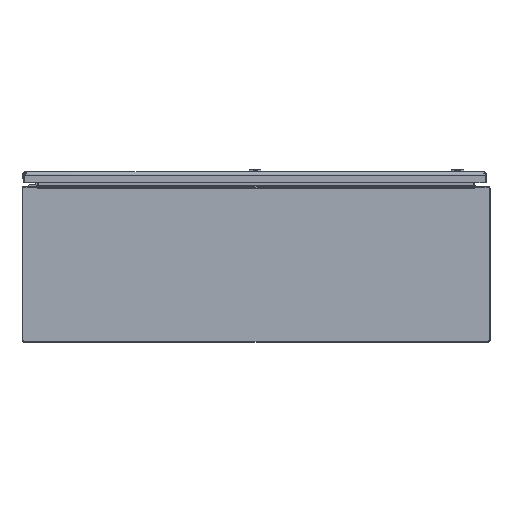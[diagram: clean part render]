
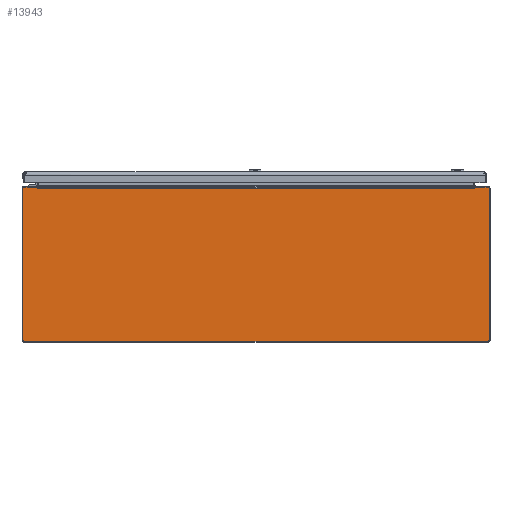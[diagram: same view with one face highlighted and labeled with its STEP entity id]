
A CAD part, front view. The second image highlights one B-rep face of the part: STEP entity #13943.
In plain terms, the highlighted planar face has unit normal (0, -1, 0).
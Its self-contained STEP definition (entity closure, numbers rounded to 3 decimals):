
#893 = DIRECTION ( 'NONE',  ( 0., 0., -1. ) ) ;
#3739 = CARTESIAN_POINT ( 'NONE',  ( -17.857, -24., -5.937 ) ) ;
#5754 = VERTEX_POINT ( 'NONE', #103188 ) ;
#8848 = EDGE_CURVE ( 'NONE', #134916, #85463, #14374, .T. ) ;
#10355 = EDGE_CURVE ( 'NONE', #47654, #134916, #120922, .T. ) ;
#10648 = PLANE ( 'NONE',  #189832 ) ;
#11332 = VERTEX_POINT ( 'NONE', #22828 ) ;
#13118 = AXIS2_PLACEMENT_3D ( 'NONE', #99815, #131529, #174500 ) ;
#13943 = ADVANCED_FACE ( 'NONE', ( #122176 ), #10648, .T. ) ;
#14334 = EDGE_CURVE ( 'NONE', #79116, #171067, #132293, .T. ) ;
#14374 = LINE ( 'NONE', #185289, #148830 ) ;
#16112 = EDGE_CURVE ( 'NONE', #5754, #80000, #202121, .T. ) ;
#19765 = VERTEX_POINT ( 'NONE', #27637 ) ;
#22460 = VERTEX_POINT ( 'NONE', #143078 ) ;
#22485 = CIRCLE ( 'NONE', #182584, 0.08 ) ;
#22828 = CARTESIAN_POINT ( 'NONE',  ( -16.814, -24., 5.855 ) ) ;
#24893 = CARTESIAN_POINT ( 'NONE',  ( -17.937, -24., 0. ) ) ;
#26008 = DIRECTION ( 'NONE',  ( 0., 0., -1. ) ) ;
#27637 = CARTESIAN_POINT ( 'NONE',  ( 17.937, -24., 5.857 ) ) ;
#28526 = LINE ( 'NONE', #58241, #129919 ) ;
#29806 = EDGE_CURVE ( 'NONE', #22460, #79116, #171644, .T. ) ;
#32146 = CARTESIAN_POINT ( 'NONE',  ( 16.828, -24., 5.937 ) ) ;
#32754 = DIRECTION ( 'NONE',  ( -0.174, 0., -0.985 ) ) ;
#33996 = CARTESIAN_POINT ( 'NONE',  ( -16.798, -24., 5.855 ) ) ;
#34529 = VECTOR ( 'NONE', #201742, 39.37 ) ;
#35634 = AXIS2_PLACEMENT_3D ( 'NONE', #187149, #111417, #893 ) ;
#37674 = AXIS2_PLACEMENT_3D ( 'NONE', #105383, #73648, #72639 ) ;
#38028 = DIRECTION ( 'NONE',  ( 0., 0., 1. ) ) ;
#41229 = ORIENTED_EDGE ( 'NONE', *, *, #10355, .T. ) ;
#42465 = LINE ( 'NONE', #198043, #58425 ) ;
#43678 = CARTESIAN_POINT ( 'NONE',  ( -16.814, -24., 5.855 ) ) ;
#47654 = VERTEX_POINT ( 'NONE', #91850 ) ;
#53019 = VECTOR ( 'NONE', #92631, 39.37 ) ;
#58241 = CARTESIAN_POINT ( 'NONE',  ( 16.806, -24., 5.855 ) ) ;
#58425 = VECTOR ( 'NONE', #122278, 39.37 ) ;
#59065 = CARTESIAN_POINT ( 'NONE',  ( 0., -24., 5.855 ) ) ;
#59291 = CARTESIAN_POINT ( 'NONE',  ( -17.937, -24., 5.857 ) ) ;
#59411 = EDGE_CURVE ( 'NONE', #137820, #22460, #185218, .T. ) ;
#62841 = DIRECTION ( 'NONE',  ( 0., 0., -1. ) ) ;
#72639 = DIRECTION ( 'NONE',  ( 0., 0., -1. ) ) ;
#73058 = CARTESIAN_POINT ( 'NONE',  ( 0., -24., 0. ) ) ;
#73218 = ORIENTED_EDGE ( 'NONE', *, *, #135634, .T. ) ;
#73399 = CARTESIAN_POINT ( 'NONE',  ( 16.814, -24., 5.855 ) ) ;
#73621 = CARTESIAN_POINT ( 'NONE',  ( 17.937, -24., -5.857 ) ) ;
#73648 = DIRECTION ( 'NONE',  ( 0., -1., 0. ) ) ;
#74550 = EDGE_CURVE ( 'NONE', #85463, #192003, #28526, .T. ) ;
#79116 = VERTEX_POINT ( 'NONE', #3739 ) ;
#80000 = VERTEX_POINT ( 'NONE', #197324 ) ;
#84904 = ORIENTED_EDGE ( 'NONE', *, *, #74550, .T. ) ;
#85463 = VERTEX_POINT ( 'NONE', #73399 ) ;
#87345 = DIRECTION ( 'NONE',  ( 0., 0., -1. ) ) ;
#91054 = VERTEX_POINT ( 'NONE', #33996 ) ;
#91850 = CARTESIAN_POINT ( 'NONE',  ( 17.857, -24., 5.937 ) ) ;
#92056 = ORIENTED_EDGE ( 'NONE', *, *, #59411, .T. ) ;
#92631 = DIRECTION ( 'NONE',  ( -1., 0., 0. ) ) ;
#93614 = DIRECTION ( 'NONE',  ( 0., -1., 0. ) ) ;
#94146 = VECTOR ( 'NONE', #87345, 39.37 ) ;
#97456 = CARTESIAN_POINT ( 'NONE',  ( 17.857, -24., -5.937 ) ) ;
#99815 = CARTESIAN_POINT ( 'NONE',  ( 17.857, -24., -5.857 ) ) ;
#101781 = CARTESIAN_POINT ( 'NONE',  ( 16.798, -24., 5.855 ) ) ;
#102072 = VECTOR ( 'NONE', #183884, 39.37 ) ;
#103188 = CARTESIAN_POINT ( 'NONE',  ( -16.828, -24., 5.937 ) ) ;
#105383 = CARTESIAN_POINT ( 'NONE',  ( -17.857, -24., -5.857 ) ) ;
#106085 = ORIENTED_EDGE ( 'NONE', *, *, #134739, .T. ) ;
#110690 = VERTEX_POINT ( 'NONE', #73621 ) ;
#111417 = DIRECTION ( 'NONE',  ( 0., -1., 0. ) ) ;
#114086 = CIRCLE ( 'NONE', #35634, 0.08 ) ;
#115822 = CARTESIAN_POINT ( 'NONE',  ( 17.937, -24., 0. ) ) ;
#117064 = ORIENTED_EDGE ( 'NONE', *, *, #185530, .T. ) ;
#118177 = DIRECTION ( 'NONE',  ( 0., -1., 0. ) ) ;
#118456 = VECTOR ( 'NONE', #38028, 39.37 ) ;
#119497 = LINE ( 'NONE', #59065, #102072 ) ;
#120383 = EDGE_CURVE ( 'NONE', #192003, #91054, #119497, .T. ) ;
#120922 = LINE ( 'NONE', #154661, #34529 ) ;
#121204 = VECTOR ( 'NONE', #192664, 39.37 ) ;
#122176 = FACE_OUTER_BOUND ( 'NONE', #157978, .T. ) ;
#122278 = DIRECTION ( 'NONE',  ( -1., 0., 0. ) ) ;
#123544 = LINE ( 'NONE', #43678, #181047 ) ;
#125307 = CARTESIAN_POINT ( 'NONE',  ( -17.857, -24., 5.857 ) ) ;
#126647 = ORIENTED_EDGE ( 'NONE', *, *, #8848, .T. ) ;
#129919 = VECTOR ( 'NONE', #136044, 39.37 ) ;
#131529 = DIRECTION ( 'NONE',  ( 0., -1., 0. ) ) ;
#131889 = ORIENTED_EDGE ( 'NONE', *, *, #120383, .T. ) ;
#132293 = LINE ( 'NONE', #160940, #121204 ) ;
#134331 = ORIENTED_EDGE ( 'NONE', *, *, #174992, .T. ) ;
#134739 = EDGE_CURVE ( 'NONE', #91054, #11332, #42465, .T. ) ;
#134916 = VERTEX_POINT ( 'NONE', #32146 ) ;
#135634 = EDGE_CURVE ( 'NONE', #19765, #47654, #114086, .T. ) ;
#136044 = DIRECTION ( 'NONE',  ( -1., 0., 0. ) ) ;
#137229 = EDGE_CURVE ( 'NONE', #171067, #110690, #153667, .T. ) ;
#137820 = VERTEX_POINT ( 'NONE', #59291 ) ;
#143078 = CARTESIAN_POINT ( 'NONE',  ( -17.937, -24., -5.857 ) ) ;
#146321 = EDGE_CURVE ( 'NONE', #11332, #5754, #123544, .T. ) ;
#146534 = LINE ( 'NONE', #115822, #118456 ) ;
#148830 = VECTOR ( 'NONE', #32754, 39.37 ) ;
#150695 = ORIENTED_EDGE ( 'NONE', *, *, #16112, .T. ) ;
#153667 = CIRCLE ( 'NONE', #13118, 0.08 ) ;
#154661 = CARTESIAN_POINT ( 'NONE',  ( 0., -24., 5.937 ) ) ;
#156222 = DIRECTION ( 'NONE',  ( -0.174, 0., 0.985 ) ) ;
#157978 = EDGE_LOOP ( 'NONE', ( #150695, #134331, #92056, #177305, #179389, #181944, #117064, #73218, #41229, #126647, #84904, #131889, #106085, #175042 ) ) ;
#160940 = CARTESIAN_POINT ( 'NONE',  ( 0., -24., -5.937 ) ) ;
#171067 = VERTEX_POINT ( 'NONE', #97456 ) ;
#171644 = CIRCLE ( 'NONE', #37674, 0.08 ) ;
#174500 = DIRECTION ( 'NONE',  ( 0., 0., -1. ) ) ;
#174992 = EDGE_CURVE ( 'NONE', #80000, #137820, #22485, .T. ) ;
#175042 = ORIENTED_EDGE ( 'NONE', *, *, #146321, .T. ) ;
#177305 = ORIENTED_EDGE ( 'NONE', *, *, #29806, .T. ) ;
#179389 = ORIENTED_EDGE ( 'NONE', *, *, #14334, .T. ) ;
#181047 = VECTOR ( 'NONE', #156222, 39.37 ) ;
#181944 = ORIENTED_EDGE ( 'NONE', *, *, #137229, .T. ) ;
#182584 = AXIS2_PLACEMENT_3D ( 'NONE', #125307, #93614, #62841 ) ;
#183884 = DIRECTION ( 'NONE',  ( -1., 0., 0. ) ) ;
#185218 = LINE ( 'NONE', #24893, #94146 ) ;
#185289 = CARTESIAN_POINT ( 'NONE',  ( 16.828, -24., 5.937 ) ) ;
#185530 = EDGE_CURVE ( 'NONE', #110690, #19765, #146534, .T. ) ;
#185729 = CARTESIAN_POINT ( 'NONE',  ( 0., -24., 5.937 ) ) ;
#187149 = CARTESIAN_POINT ( 'NONE',  ( 17.857, -24., 5.857 ) ) ;
#189832 = AXIS2_PLACEMENT_3D ( 'NONE', #73058, #118177, #26008 ) ;
#192003 = VERTEX_POINT ( 'NONE', #101781 ) ;
#192664 = DIRECTION ( 'NONE',  ( 1., 0., 0. ) ) ;
#197324 = CARTESIAN_POINT ( 'NONE',  ( -17.857, -24., 5.937 ) ) ;
#198043 = CARTESIAN_POINT ( 'NONE',  ( 0., -24., 5.855 ) ) ;
#201742 = DIRECTION ( 'NONE',  ( -1., 0., 0. ) ) ;
#202121 = LINE ( 'NONE', #185729, #53019 ) ;
